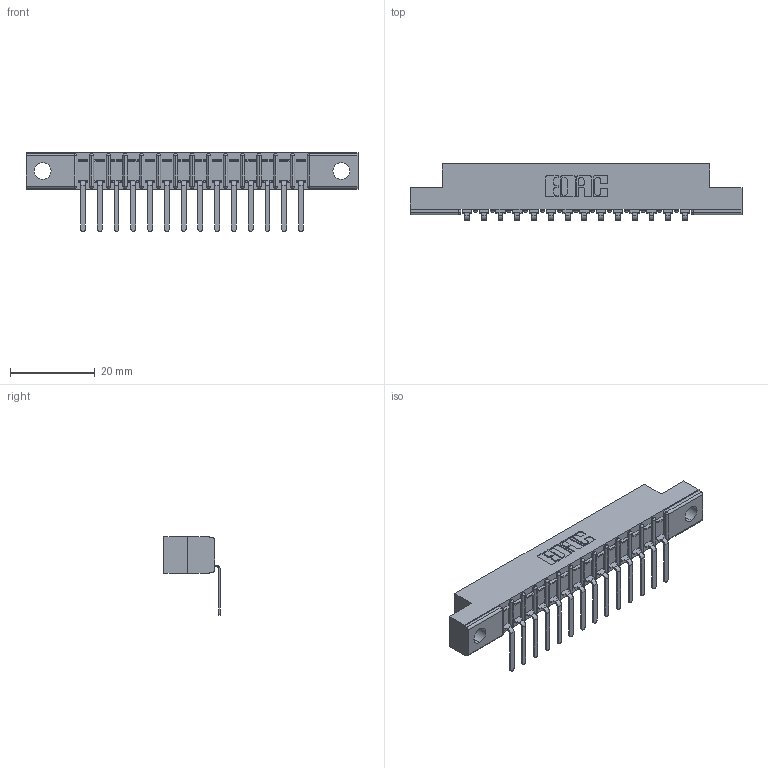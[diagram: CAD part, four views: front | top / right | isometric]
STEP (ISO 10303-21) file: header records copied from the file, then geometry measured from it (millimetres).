
FILE_DESCRIPTION (( 'STEP AP203' ), '1' );
FILE_NAME ('307-014-557-104.STEP', '2019-09-04T20:46:29', ( '' ), ( '' ), 'SwSTEP 2.0', 'SolidWorks 2016', '' );
FILE_SCHEMA (( 'CONFIG_CONTROL_DESIGN' ));
Length unit declared in the file: inch
Products named in the file (3): 307 Part_.156 Dia Mounting Holes; 307-290-002_557; 307-014-557-104
Assembly tree (15 placements, depth 2):
  307-014-557-104
    307 Part_.156 Dia Mounting Holes
    307-290-002_557  x14
Bounding box: 78.49 x 13.32 x 18.67 mm (x, y, z)
Volume: 5109.1 mm3; surface area: 8969.5 mm2
Topology: 15 solids, 15 shells, 1239 faces, 3775 edges, 2474 vertices
Faces by surface type: plane 742, cylinder 467, sphere 30
Entity records: 16726 total; most frequent: CARTESIAN_POINT 2822, ORIENTED_EDGE 2810, DIRECTION 2747, EDGE_CURVE 1405, LINE 1069, VECTOR 1069, VERTEX_POINT 914, AXIS2_PLACEMENT_3D 839
